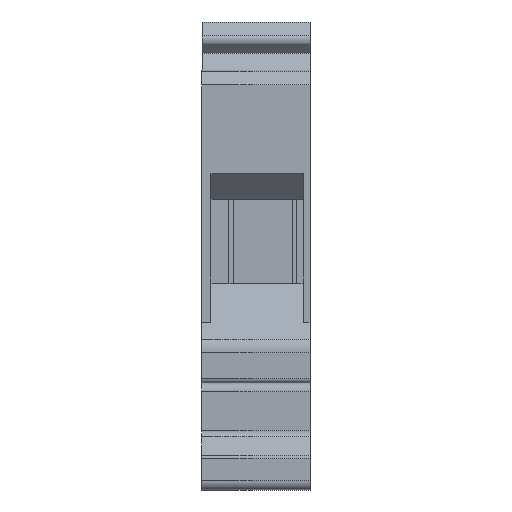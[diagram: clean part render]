
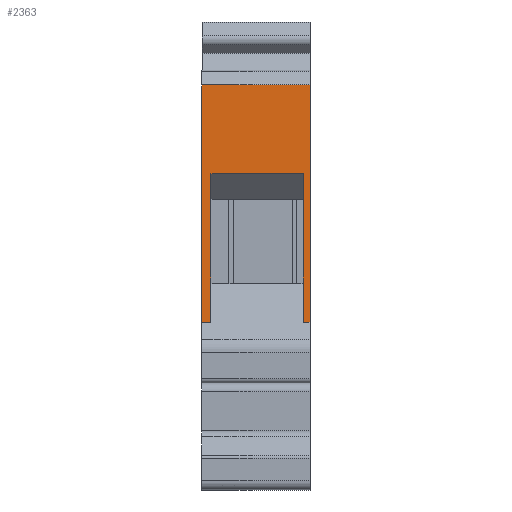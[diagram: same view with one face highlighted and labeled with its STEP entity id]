
A CAD part, left-side view. The second image highlights one B-rep face of the part: STEP entity #2363.
In plain terms, the highlighted planar face has unit normal (-1, 0, 0).
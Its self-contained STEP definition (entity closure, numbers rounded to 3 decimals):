
#384=ORIENTED_EDGE('',*,*,#1009,.T.);
#385=ORIENTED_EDGE('',*,*,#1011,.F.);
#386=ORIENTED_EDGE('',*,*,#1012,.F.);
#387=ORIENTED_EDGE('',*,*,#969,.T.);
#388=ORIENTED_EDGE('',*,*,#1010,.T.);
#389=ORIENTED_EDGE('',*,*,#867,.T.);
#390=ORIENTED_EDGE('',*,*,#865,.F.);
#391=ORIENTED_EDGE('',*,*,#861,.F.);
#861=EDGE_CURVE('',#1210,#1211,#1445,.T.);
#865=EDGE_CURVE('',#1211,#1212,#1449,.T.);
#867=EDGE_CURVE('',#1214,#1212,#1451,.T.);
#969=EDGE_CURVE('',#1304,#1303,#1522,.T.);
#1009=EDGE_CURVE('',#1210,#1324,#1558,.T.);
#1010=EDGE_CURVE('',#1303,#1214,#1559,.T.);
#1011=EDGE_CURVE('',#1325,#1324,#1560,.T.);
#1012=EDGE_CURVE('',#1304,#1325,#1561,.T.);
#1210=VERTEX_POINT('',#3419);
#1211=VERTEX_POINT('',#3421);
#1212=VERTEX_POINT('',#3425);
#1214=VERTEX_POINT('',#3432);
#1303=VERTEX_POINT('',#3631);
#1304=VERTEX_POINT('',#3633);
#1324=VERTEX_POINT('',#3706);
#1325=VERTEX_POINT('',#3711);
#1445=LINE('',#3420,#1729);
#1449=LINE('',#3428,#1733);
#1451=LINE('',#3431,#1735);
#1522=LINE('',#3632,#1806);
#1558=LINE('',#3707,#1842);
#1559=LINE('',#3708,#1843);
#1560=LINE('',#3710,#1844);
#1561=LINE('',#3712,#1845);
#1729=VECTOR('',#2722,1000.);
#1733=VECTOR('',#2728,1000.);
#1735=VECTOR('',#2732,1000.);
#1806=VECTOR('',#2883,1000.);
#1842=VECTOR('',#2955,1000.);
#1843=VECTOR('',#2956,1000.);
#1844=VECTOR('',#2959,1000.);
#1845=VECTOR('',#2960,1000.);
#2008=EDGE_LOOP('',(#384,#385,#386,#387,#388,#389,#390,#391));
#2140=FACE_BOUND('',#2008,.T.);
#2267=PLANE('',#2536);
#2363=ADVANCED_FACE('',(#2140),#2267,.T.);
#2536=AXIS2_PLACEMENT_3D('',#3709,#2957,#2958);
#2722=DIRECTION('',(0.,0.,1.));
#2728=DIRECTION('',(0.,1.,0.));
#2732=DIRECTION('',(0.,0.,1.));
#2883=DIRECTION('',(0.,0.,-1.));
#2955=DIRECTION('',(0.,-1.,0.));
#2956=DIRECTION('',(0.,-1.,0.));
#2957=DIRECTION('',(-1.,0.,0.));
#2958=DIRECTION('',(0.,0.,1.));
#2959=DIRECTION('',(0.,0.,-1.));
#2960=DIRECTION('',(0.,-1.,0.));
#3419=CARTESIAN_POINT('',(-21.,0.75,-33.35));
#3420=CARTESIAN_POINT('',(-21.,0.75,-33.35));
#3421=CARTESIAN_POINT('',(-21.,0.75,-16.85));
#3425=CARTESIAN_POINT('',(-21.,11.,-16.85));
#3428=CARTESIAN_POINT('',(-21.,0.75,-16.85));
#3431=CARTESIAN_POINT('',(-21.,11.,-33.35));
#3432=CARTESIAN_POINT('',(-21.,11.,-33.35));
#3631=CARTESIAN_POINT('',(-21.,12.,-33.35));
#3632=CARTESIAN_POINT('',(-21.,12.,0.));
#3633=CARTESIAN_POINT('',(-21.,12.,-7.));
#3706=CARTESIAN_POINT('',(-21.,0.,-33.35));
#3707=CARTESIAN_POINT('',(-21.,69.486,-33.35));
#3708=CARTESIAN_POINT('',(-21.,69.486,-33.35));
#3709=CARTESIAN_POINT('',(-21.,12.,0.));
#3710=CARTESIAN_POINT('',(-21.,0.,0.));
#3711=CARTESIAN_POINT('',(-21.,0.,-7.));
#3712=CARTESIAN_POINT('',(-21.,17.4,-7.));
